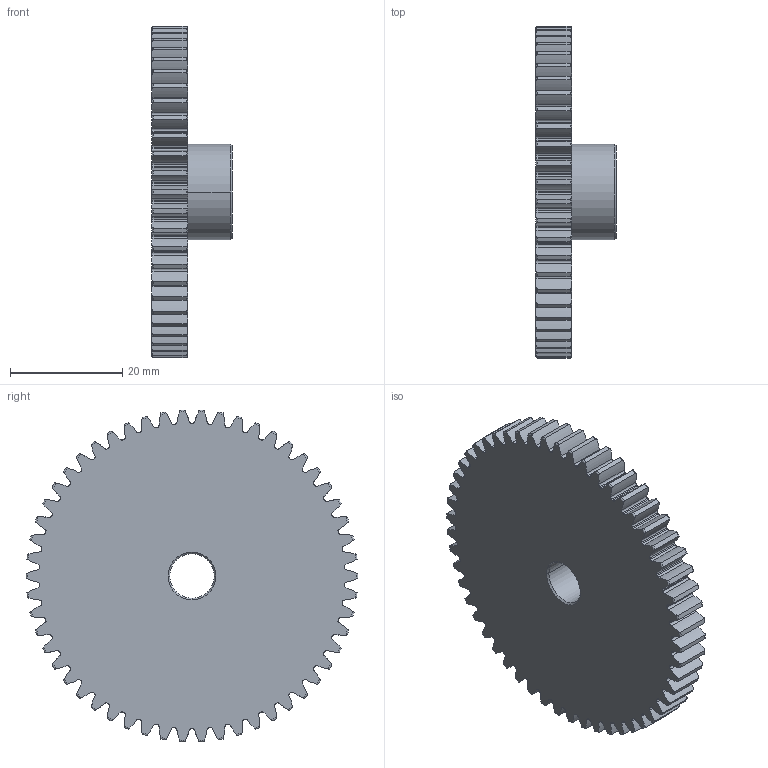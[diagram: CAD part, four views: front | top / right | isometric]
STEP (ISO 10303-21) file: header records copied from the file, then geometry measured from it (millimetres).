
FILE_DESCRIPTION((''),'2;1');
FILE_NAME('81308','2013-07-13T',('carefree'),(''),'PRO/ENGINEER BY PARAMETRIC TECHNOLOGY CORPORATION, 2005030','PRO/ENGINEER BY PARAMETRIC TECHNOLOGY CORPORATION, 2005030','');
FILE_SCHEMA(('CONFIG_CONTROL_DESIGN'));
Length unit declared in the file: inch
Products named in the file (1): 81308
Bounding box: 14.29 x 59.27 x 59.21 mm (x, y, z)
Volume: 15068.9 mm3; surface area: 8305.6 mm2
Topology: 1 solids, 1 shells, 448 faces, 1330 edges, 886 vertices
Faces by surface type: cylinder 222, torus 108, extrusion 108, cone 6, plane 4
Entity records: 19052 total; most frequent: CARTESIAN_POINT 7298, ORIENTED_EDGE 2660, DIRECTION 2246, EDGE_CURVE 1330, AXIS2_PLACEMENT_3D 900, VERTEX_POINT 886, CIRCLE 560, B_SPLINE_CURVE_WITH_KNOTS 540
